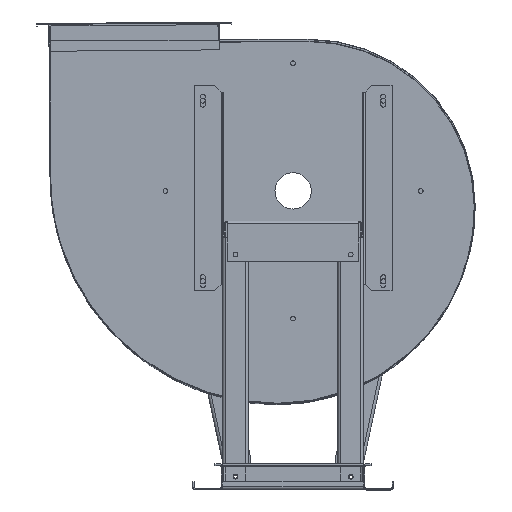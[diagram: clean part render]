
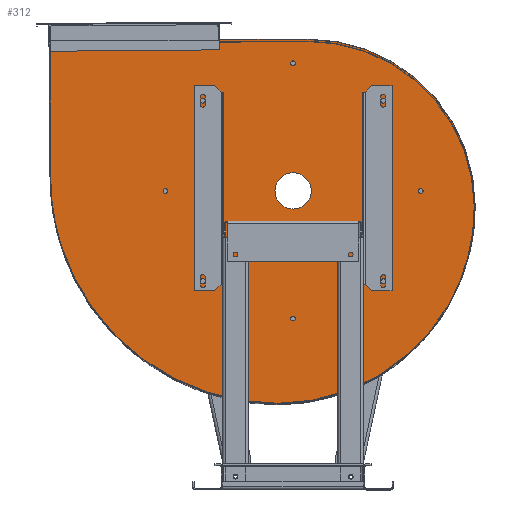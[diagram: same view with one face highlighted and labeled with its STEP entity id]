
A CAD part, top view. The second image highlights one B-rep face of the part: STEP entity #312.
In plain terms, the highlighted planar face has unit normal (0, 0, 1).
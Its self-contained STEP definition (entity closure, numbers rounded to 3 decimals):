
#312=ADVANCED_FACE('',(#23979,#23981,#23983,#23985,#23987,#23989,#23991,#23993,#23995,
#23997,#23999),#24001,.T.);
#23979=FACE_BOUND('',#23980,.T.);
#23980=EDGE_LOOP('',(#43527,#43528,#43529,#43530,#43531,#43532,#43533,#43534,#43535,
#43536));
#23981=FACE_BOUND('',#23982,.T.);
#23982=EDGE_LOOP('',(#43537));
#23983=FACE_BOUND('',#23984,.T.);
#23984=EDGE_LOOP('',(#43538));
#23985=FACE_BOUND('',#23986,.T.);
#23986=EDGE_LOOP('',(#43539));
#23987=FACE_BOUND('',#23988,.T.);
#23988=EDGE_LOOP('',(#43540));
#23989=FACE_BOUND('',#23990,.T.);
#23990=EDGE_LOOP('',(#43541));
#23991=FACE_BOUND('',#23992,.T.);
#23992=EDGE_LOOP('',(#43542));
#23993=FACE_BOUND('',#23994,.T.);
#23994=EDGE_LOOP('',(#43543));
#23995=FACE_BOUND('',#23996,.T.);
#23996=EDGE_LOOP('',(#43544));
#23997=FACE_BOUND('',#23998,.T.);
#23998=EDGE_LOOP('',(#43545));
#23999=FACE_BOUND('',#24000,.T.);
#24000=EDGE_LOOP('',(#43546,#43547,#43548,#43549));
#24001=PLANE('',#24002);
#24002=AXIS2_PLACEMENT_3D('',#24003,#24004,#24005);
#24003=CARTESIAN_POINT('',(-165.,699.997,464.7));
#24004=DIRECTION('',(0.,0.,1.));
#24005=DIRECTION('',(1.,0.,0.));
#43527=ORIENTED_EDGE('',*,*,#58392,.F.);
#43528=ORIENTED_EDGE('',*,*,#58393,.F.);
#43529=ORIENTED_EDGE('',*,*,#58378,.T.);
#43530=ORIENTED_EDGE('',*,*,#58394,.T.);
#43531=ORIENTED_EDGE('',*,*,#58395,.T.);
#43532=ORIENTED_EDGE('',*,*,#58396,.T.);
#43533=ORIENTED_EDGE('',*,*,#58397,.T.);
#43534=ORIENTED_EDGE('',*,*,#58398,.T.);
#43535=ORIENTED_EDGE('',*,*,#58399,.T.);
#43536=ORIENTED_EDGE('',*,*,#58389,.T.);
#43537=ORIENTED_EDGE('',*,*,#58400,.T.);
#43538=ORIENTED_EDGE('',*,*,#58401,.T.);
#43539=ORIENTED_EDGE('',*,*,#58402,.T.);
#43540=ORIENTED_EDGE('',*,*,#58403,.T.);
#43541=ORIENTED_EDGE('',*,*,#58404,.T.);
#43542=ORIENTED_EDGE('',*,*,#58405,.T.);
#43543=ORIENTED_EDGE('',*,*,#58406,.T.);
#43544=ORIENTED_EDGE('',*,*,#58407,.T.);
#43545=ORIENTED_EDGE('',*,*,#58408,.T.);
#43546=ORIENTED_EDGE('',*,*,#58409,.F.);
#43547=ORIENTED_EDGE('',*,*,#58410,.F.);
#43548=ORIENTED_EDGE('',*,*,#58411,.F.);
#43549=ORIENTED_EDGE('',*,*,#58412,.F.);
#58378=EDGE_CURVE('',#65962,#65965,#65967,.T.);
#58389=EDGE_CURVE('',#65985,#65982,#65986,.T.);
#58392=EDGE_CURVE('',#65989,#65982,#65990,.T.);
#58393=EDGE_CURVE('',#65962,#65989,#65991,.T.);
#58394=EDGE_CURVE('',#65965,#65992,#65993,.T.);
#58395=EDGE_CURVE('',#65992,#65994,#65995,.T.);
#58396=EDGE_CURVE('',#65994,#65996,#65997,.T.);
#58397=EDGE_CURVE('',#65996,#65998,#65999,.T.);
#58398=EDGE_CURVE('',#65998,#66000,#66001,.T.);
#58399=EDGE_CURVE('',#66000,#65985,#66002,.T.);
#58400=EDGE_CURVE('',#66003,#66003,#66004,.F.);
#58401=EDGE_CURVE('',#66005,#66005,#66006,.F.);
#58402=EDGE_CURVE('',#66007,#66007,#66008,.F.);
#58403=EDGE_CURVE('',#66009,#66009,#66010,.F.);
#58404=EDGE_CURVE('',#66011,#66011,#66012,.F.);
#58405=EDGE_CURVE('',#66013,#66013,#66014,.F.);
#58406=EDGE_CURVE('',#66015,#66015,#66016,.F.);
#58407=EDGE_CURVE('',#66017,#66017,#66018,.F.);
#58408=EDGE_CURVE('',#66019,#66019,#66020,.F.);
#58409=EDGE_CURVE('',#66021,#66022,#66023,.T.);
#58410=EDGE_CURVE('',#66024,#66021,#66025,.T.);
#58411=EDGE_CURVE('',#66026,#66024,#66027,.T.);
#58412=EDGE_CURVE('',#66022,#66026,#66028,.T.);
#65962=VERTEX_POINT('',#78271);
#65965=VERTEX_POINT('',#78278);
#65967=LINE('',#78282,#78283);
#65982=VERTEX_POINT('',#78317);
#65985=VERTEX_POINT('',#78322);
#65986=LINE('',#78323,#78324);
#65989=VERTEX_POINT('',#78332);
#65990=LINE('',#78333,#78334);
#65991=LINE('',#78336,#78337);
#65992=VERTEX_POINT('',#78339);
#65993=CIRCLE('',#78340,534.16);
#65994=VERTEX_POINT('',#78344);
#65995=CIRCLE('',#78345,462.76);
#65996=VERTEX_POINT('',#78349);
#65997=CIRCLE('',#78350,391.36);
#65998=VERTEX_POINT('',#78354);
#65999=LINE('',#78355,#78356);
#66000=VERTEX_POINT('',#78358);
#66001=LINE('',#78359,#78360);
#66002=LINE('',#78362,#78363);
#66003=VERTEX_POINT('',#78365);
#66004=CIRCLE('',#78366,42.5);
#66005=VERTEX_POINT('',#78370);
#66006=CIRCLE('',#78371,5.65);
#66007=VERTEX_POINT('',#78375);
#66008=CIRCLE('',#78376,5.65);
#66009=VERTEX_POINT('',#78380);
#66010=CIRCLE('',#78381,5.65);
#66011=VERTEX_POINT('',#78385);
#66012=CIRCLE('',#78386,5.65);
#66013=VERTEX_POINT('',#78390);
#66014=CIRCLE('',#78391,5.65);
#66015=VERTEX_POINT('',#78395);
#66016=CIRCLE('',#78396,5.65);
#66017=VERTEX_POINT('',#78400);
#66018=CIRCLE('',#78401,5.65);
#66019=VERTEX_POINT('',#78405);
#66020=CIRCLE('',#78406,5.65);
#66021=VERTEX_POINT('',#78410);
#66022=VERTEX_POINT('',#78411);
#66023=LINE('',#78412,#78413);
#66024=VERTEX_POINT('',#78415);
#66025=LINE('',#78416,#78417);
#66026=VERTEX_POINT('',#78419);
#66027=LINE('',#78420,#78421);
#66028=LINE('',#78423,#78424);
#78271=CARTESIAN_POINT('',(-734.848,1027.461,464.7));
#78278=CARTESIAN_POINT('',(-734.849,739.161,464.7));
#78282=CARTESIAN_POINT('',(-734.848,1027.461,464.7));
#78283=VECTOR('',#78284,1.);
#78284=DIRECTION('',(0.,-1.,0.));
#78317=CARTESIAN_POINT('',(-337.052,1053.68,464.7));
#78322=CARTESIAN_POINT('',(-336.368,1053.68,464.7));
#78323=CARTESIAN_POINT('',(-336.368,1053.68,464.7));
#78324=VECTOR('',#78325,1.);
#78325=DIRECTION('',(-1.,0.,0.));
#78332=CARTESIAN_POINT('',(-336.867,1030.653,464.7));
#78333=CARTESIAN_POINT('',(-336.867,1030.653,464.7));
#78334=VECTOR('',#78335,1.);
#78335=DIRECTION('',(-0.008,1.,0.));
#78336=CARTESIAN_POINT('',(-734.848,1027.461,464.7));
#78337=VECTOR('',#78338,1.);
#78338=DIRECTION('',(1.,0.008,0.));
#78339=CARTESIAN_POINT('',(-200.7,201.537,464.7));
#78340=AXIS2_PLACEMENT_3D('',#78341,#78342,#78343);
#78341=CARTESIAN_POINT('',(-200.7,735.697,464.7));
#78342=DIRECTION('',(0.,0.,1.));
#78343=DIRECTION('',(-1.,0.006,0.));
#78344=CARTESIAN_POINT('',(262.06,664.297,464.7));
#78345=AXIS2_PLACEMENT_3D('',#78346,#78347,#78348);
#78346=CARTESIAN_POINT('',(-200.7,664.297,464.7));
#78347=DIRECTION('',(0.,0.,1.));
#78348=DIRECTION('',(0.,-1.,0.));
#78349=CARTESIAN_POINT('',(-129.902,1055.657,464.7));
#78350=AXIS2_PLACEMENT_3D('',#78351,#78352,#78353);
#78351=CARTESIAN_POINT('',(-129.3,664.297,464.7));
#78352=DIRECTION('',(0.,0.,1.));
#78353=DIRECTION('',(1.,0.,0.));
#78354=CARTESIAN_POINT('',(-165.,1055.68,464.7));
#78355=CARTESIAN_POINT('',(-129.902,1055.657,464.7));
#78356=VECTOR('',#78357,1.);
#78357=DIRECTION('',(-1.,0.001,0.));
#78358=CARTESIAN_POINT('',(-336.368,1055.68,464.7));
#78359=CARTESIAN_POINT('',(-165.,1055.68,464.7));
#78360=VECTOR('',#78361,1.);
#78361=DIRECTION('',(-1.,0.,0.));
#78362=CARTESIAN_POINT('',(-336.368,1055.68,464.7));
#78363=VECTOR('',#78364,1.);
#78364=DIRECTION('',(0.,-1.,0.));
#78365=CARTESIAN_POINT('',(-122.5,699.997,464.7));
#78366=AXIS2_PLACEMENT_3D('',#78367,#78368,#78369);
#78367=CARTESIAN_POINT('',(-165.,699.997,464.7));
#78368=DIRECTION('',(0.,0.,1.));
#78369=DIRECTION('',(1.,0.,0.));
#78370=CARTESIAN_POINT('',(-370.85,911.497,464.7));
#78371=AXIS2_PLACEMENT_3D('',#78372,#78373,#78374);
#78372=CARTESIAN_POINT('',(-376.5,911.497,464.7));
#78373=DIRECTION('',(0.,0.,1.));
#78374=DIRECTION('',(1.,0.,0.));
#78375=CARTESIAN_POINT('',(52.15,911.497,464.7));
#78376=AXIS2_PLACEMENT_3D('',#78377,#78378,#78379);
#78377=CARTESIAN_POINT('',(46.5,911.497,464.7));
#78378=DIRECTION('',(0.,0.,1.));
#78379=DIRECTION('',(1.,0.,0.));
#78380=CARTESIAN_POINT('',(-370.85,488.497,464.7));
#78381=AXIS2_PLACEMENT_3D('',#78382,#78383,#78384);
#78382=CARTESIAN_POINT('',(-376.5,488.497,464.7));
#78383=DIRECTION('',(0.,0.,1.));
#78384=DIRECTION('',(1.,0.,0.));
#78385=CARTESIAN_POINT('',(52.15,488.497,464.7));
#78386=AXIS2_PLACEMENT_3D('',#78387,#78388,#78389);
#78387=CARTESIAN_POINT('',(46.5,488.497,464.7));
#78388=DIRECTION('',(0.,0.,1.));
#78389=DIRECTION('',(1.,0.,0.));
#78390=CARTESIAN_POINT('',(-458.456,699.997,464.7));
#78391=AXIS2_PLACEMENT_3D('',#78392,#78393,#78394);
#78392=CARTESIAN_POINT('',(-464.106,699.997,464.7));
#78393=DIRECTION('',(0.,0.,1.));
#78394=DIRECTION('',(1.,0.,0.));
#78395=CARTESIAN_POINT('',(-159.35,999.104,464.7));
#78396=AXIS2_PLACEMENT_3D('',#78397,#78398,#78399);
#78397=CARTESIAN_POINT('',(-165.,999.104,464.7));
#78398=DIRECTION('',(0.,0.,1.));
#78399=DIRECTION('',(1.,0.,0.));
#78400=CARTESIAN_POINT('',(-159.35,400.891,464.7));
#78401=AXIS2_PLACEMENT_3D('',#78402,#78403,#78404);
#78402=CARTESIAN_POINT('',(-165.,400.891,464.7));
#78403=DIRECTION('',(0.,0.,1.));
#78404=DIRECTION('',(1.,0.,0.));
#78405=CARTESIAN_POINT('',(139.756,699.997,464.7));
#78406=AXIS2_PLACEMENT_3D('',#78407,#78408,#78409);
#78407=CARTESIAN_POINT('',(134.106,699.997,464.7));
#78408=DIRECTION('',(0.,0.,1.));
#78409=DIRECTION('',(1.,0.,0.));
#78410=CARTESIAN_POINT('',(-10.6,622.4,464.7));
#78411=CARTESIAN_POINT('',(-319.4,622.4,464.7));
#78412=CARTESIAN_POINT('',(-10.6,622.4,464.7));
#78413=VECTOR('',#78414,1.);
#78414=DIRECTION('',(-1.,0.,0.));
#78415=CARTESIAN_POINT('',(-10.6,589.,464.7));
#78416=CARTESIAN_POINT('',(-10.6,589.,464.7));
#78417=VECTOR('',#78418,1.);
#78418=DIRECTION('',(0.,1.,0.));
#78419=CARTESIAN_POINT('',(-319.4,589.,464.7));
#78420=CARTESIAN_POINT('',(-319.4,589.,464.7));
#78421=VECTOR('',#78422,1.);
#78422=DIRECTION('',(1.,0.,0.));
#78423=CARTESIAN_POINT('',(-319.4,622.4,464.7));
#78424=VECTOR('',#78425,1.);
#78425=DIRECTION('',(0.,-1.,0.));
